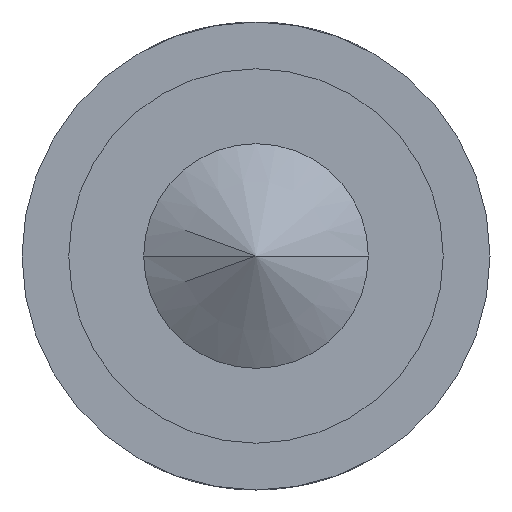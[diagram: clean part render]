
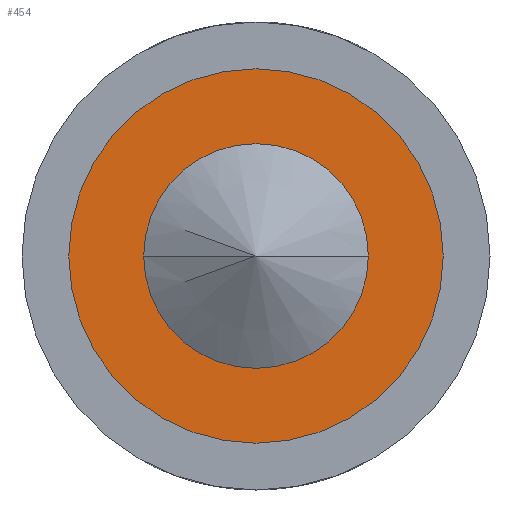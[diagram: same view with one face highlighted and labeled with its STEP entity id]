
A CAD part, left-side view. The second image highlights one B-rep face of the part: STEP entity #454.
In plain terms, the highlighted planar face has unit normal (-1, 0, 0).
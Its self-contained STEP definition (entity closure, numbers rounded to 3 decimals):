
#3 = AXIS2_PLACEMENT_3D ( 'NONE', #564, #554, #561 ) ;
#23 = AXIS2_PLACEMENT_3D ( 'NONE', #180, #692, #404 ) ;
#41 = CIRCLE ( 'NONE', #232, 6. ) ;
#54 = CARTESIAN_POINT ( 'NONE',  ( -108.5, 0., 0. ) ) ;
#67 = CARTESIAN_POINT ( 'NONE',  ( -108.5, 6., 0. ) ) ;
#78 = ORIENTED_EDGE ( 'NONE', *, *, #713, .T. ) ;
#113 = CIRCLE ( 'NONE', #211, 10. ) ;
#126 = EDGE_LOOP ( 'NONE', ( #645, #78 ) ) ;
#129 = VERTEX_POINT ( 'NONE', #518 ) ;
#163 = EDGE_CURVE ( 'NONE', #597, #307, #349, .T. ) ;
#176 = CARTESIAN_POINT ( 'NONE',  ( -108.5, 0., 0. ) ) ;
#180 = CARTESIAN_POINT ( 'NONE',  ( -108.5, 0., 0. ) ) ;
#187 = FACE_OUTER_BOUND ( 'NONE', #126, .T. ) ;
#204 = EDGE_LOOP ( 'NONE', ( #234, #300 ) ) ;
#211 = AXIS2_PLACEMENT_3D ( 'NONE', #54, #215, #506 ) ;
#215 = DIRECTION ( 'NONE',  ( -1., 0., 0. ) ) ;
#232 = AXIS2_PLACEMENT_3D ( 'NONE', #176, #345, #241 ) ;
#234 = ORIENTED_EDGE ( 'NONE', *, *, #332, .F. ) ;
#241 = DIRECTION ( 'NONE',  ( 0., -1., 0. ) ) ;
#300 = ORIENTED_EDGE ( 'NONE', *, *, #476, .F. ) ;
#307 = VERTEX_POINT ( 'NONE', #611 ) ;
#313 = CARTESIAN_POINT ( 'NONE',  ( -108.5, -10., 0. ) ) ;
#332 = EDGE_CURVE ( 'NONE', #129, #543, #388, .T. ) ;
#345 = DIRECTION ( 'NONE',  ( -1., 0., 0. ) ) ;
#349 = CIRCLE ( 'NONE', #23, 10. ) ;
#360 = AXIS2_PLACEMENT_3D ( 'NONE', #689, #574, #397 ) ;
#388 = CIRCLE ( 'NONE', #3, 6. ) ;
#397 = DIRECTION ( 'NONE',  ( 0., 1., 0. ) ) ;
#404 = DIRECTION ( 'NONE',  ( 0., -1., 0. ) ) ;
#454 = ADVANCED_FACE ( 'NONE', ( #627, #187 ), #707, .F. ) ;
#476 = EDGE_CURVE ( 'NONE', #543, #129, #41, .T. ) ;
#506 = DIRECTION ( 'NONE',  ( 0., -1., 0. ) ) ;
#518 = CARTESIAN_POINT ( 'NONE',  ( -108.5, -6., 0. ) ) ;
#543 = VERTEX_POINT ( 'NONE', #67 ) ;
#554 = DIRECTION ( 'NONE',  ( -1., 0., 0. ) ) ;
#561 = DIRECTION ( 'NONE',  ( 0., -1., 0. ) ) ;
#564 = CARTESIAN_POINT ( 'NONE',  ( -108.5, 0., 0. ) ) ;
#574 = DIRECTION ( 'NONE',  ( 1., 0., 0. ) ) ;
#597 = VERTEX_POINT ( 'NONE', #313 ) ;
#611 = CARTESIAN_POINT ( 'NONE',  ( -108.5, 10., 0. ) ) ;
#627 = FACE_BOUND ( 'NONE', #204, .T. ) ;
#645 = ORIENTED_EDGE ( 'NONE', *, *, #163, .T. ) ;
#689 = CARTESIAN_POINT ( 'NONE',  ( -108.5, 0., 0. ) ) ;
#692 = DIRECTION ( 'NONE',  ( -1., 0., 0. ) ) ;
#707 = PLANE ( 'NONE',  #360 ) ;
#713 = EDGE_CURVE ( 'NONE', #307, #597, #113, .T. ) ;
